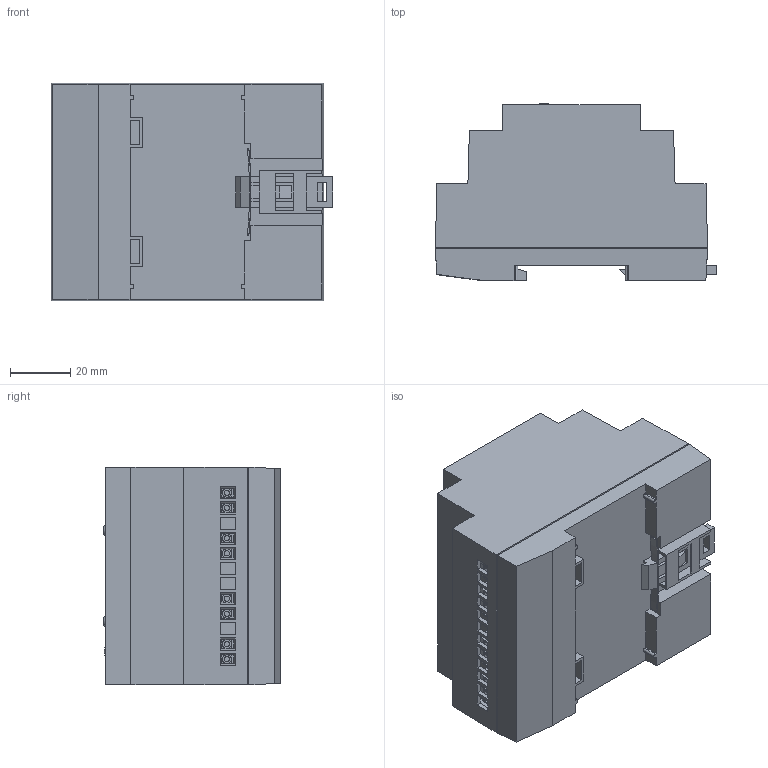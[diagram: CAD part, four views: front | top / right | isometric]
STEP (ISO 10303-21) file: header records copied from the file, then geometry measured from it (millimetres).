
FILE_DESCRIPTION (( 'STEP AP214' ), '1' );
FILE_NAME ('3D Ìîäåëü ÁÏ14Á-Ä4.2.STEP', '2015-09-25T09:07:20', ( '' ), ( '' ), 'SwSTEP 2.0', 'SolidWorks 2014', '' );
FILE_SCHEMA (( 'AUTOMOTIVE_DESIGN' ));
Length unit declared in the file: millimetre
Products named in the file (7): ﾈ淸韭瑣ⅱ; ﾈ淸韭瑣ⅱ ﾁﾏ14; 椯鴀殣罻; Êîðïóñ ÁÏ14-Ä4.2; Çàùåëêà(Ä); Êëåììà íèçêàÿ_11õ8õ5ìì; 3D Ìîäåëü ÁÏ14Á-Ä4.2
Assembly tree (16 placements, depth 2):
  3D Ìîäåëü ÁÏ14Á-Ä4.2
    Êëåììà íèçêàÿ_11õ8õ5ìì  x10
    Çàùåëêà(Ä)
    Êîðïóñ ÁÏ14-Ä4.2
    椯鴀殣罻
    ﾈ淸韭瑣ⅱ ﾁﾏ14  x2
    ﾈ淸韭瑣ⅱ
Bounding box: 93 x 58.6 x 72 mm (x, y, z)
Volume: 223720.2 mm3; surface area: 55968.2 mm2
Topology: 16 solids, 16 shells, 1566 faces, 4095 edges, 2711 vertices
Faces by surface type: plane 1275, cylinder 183, bspline 98, torus 8, sphere 2
Entity records: 60346 total; most frequent: CARTESIAN_POINT 21117, ORIENTED_EDGE 6286, DIRECTION 5383, EDGE_CURVE 3143, VECTOR 2715, LINE 2715, VERTEX_POINT 2092, EDGE_LOOP 1403
